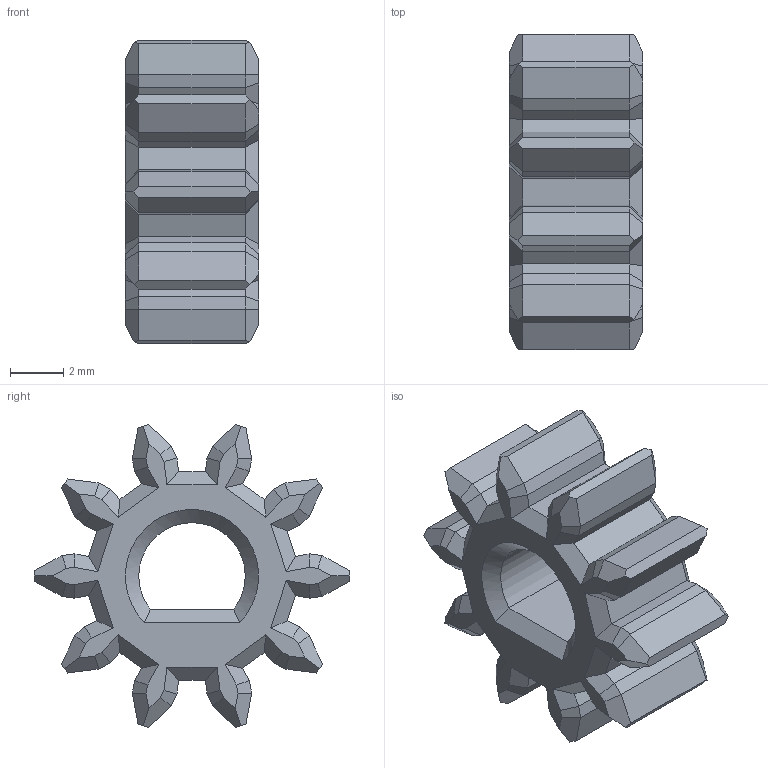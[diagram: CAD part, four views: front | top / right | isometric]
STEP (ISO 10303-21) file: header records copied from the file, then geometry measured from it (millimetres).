
FILE_DESCRIPTION(/* description */ ('Unknown'),/* implementation_level */ '2;1');
FILE_NAME(/* name */ 'filmDigitizer_135_filmCarrier_advanceGear_10mm_V2',/* time_stamp */ '2024-05-09T11:24:19-04:00',/* author */ ('Unknown'),/* organization */ ('Unknown'),/* preprocessor_version */ 'ST-DEVELOPER v18.1',/* originating_system */ 'Solid Edge',/* authorisation */ 'Unknown');
FILE_SCHEMA (('AUTOMOTIVE_DESIGN {1 0 10303 214 3 1 1}'));
Length unit declared in the file: millimetre
Products named in the file (2): filmDigitizer_135_filmCarrier_V2; filmDigitizer_135_filmCarrier_advanceGear_10mm_V2
Assembly tree (1 placements, depth 2):
  filmDigitizer_135_filmCarrier_V2
    filmDigitizer_135_filmCarrier_advanceGear_10mm_V2
Bounding box: 5 x 11.83 x 11.38 mm (x, y, z)
Volume: 297.6 mm3; surface area: 436.4 mm2
Topology: 1 solids, 1 shells, 228 faces, 554 edges, 328 vertices
Faces by surface type: plane 225, cone 2, cylinder 1
Entity records: 6427 total; most frequent: CARTESIAN_POINT 1124, ORIENTED_EDGE 1108, DIRECTION 1014, EDGE_CURVE 554, LINE 546, VECTOR 546, VERTEX_POINT 328, AXIS2_PLACEMENT_3D 234
